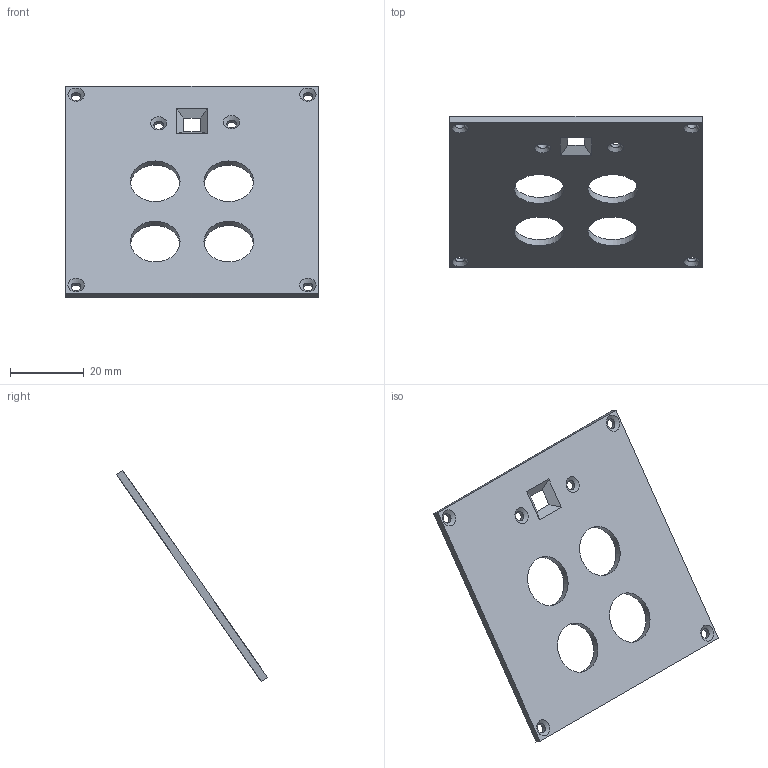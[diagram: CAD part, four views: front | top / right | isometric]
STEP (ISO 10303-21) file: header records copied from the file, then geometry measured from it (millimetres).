
FILE_DESCRIPTION(/* description */ ('','CAx-IF Rec.Pracs.---Representation and Presentation of Product Manufacturing Information (PMI)---4.0---2014-10-13'),/* implementation_level */ '2;1');
FILE_NAME(/* name */ 'Right_Screen_WLED_and_Quad_Buttons.step',/* time_stamp */ '2025-01-09T20:42:26-05:00',/* author */ (''),/* organization */ (''),/* preprocessor_version */ 'ST-DEVELOPER v20',/* originating_system */ 'Autodesk Translation Framework v13.20.0.188',/* authorisation */ '');
FILE_SCHEMA (('AP242_MANAGED_MODEL_BASED_3D_ENGINEERING_MIM_LF { 1 0 10303 442 1 1 4 }'));
Length unit declared in the file: millimetre
Products named in the file (1): WLED Single & Quad Buttons
Bounding box: 68.5 x 41 x 57.36 mm (x, y, z)
Volume: 8081.2 mm3; surface area: 9140.1 mm2
Topology: 1 solids, 1 shells, 26 faces, 66 edges, 42 vertices
Faces by surface type: cylinder 10, plane 10, cone 6
Full cylindrical faces by diameter (mm): 2.6 x6, 13.5 x4
Entity records: 865 total; most frequent: DIRECTION 146, CARTESIAN_POINT 135, ORIENTED_EDGE 132, EDGE_CURVE 66, AXIS2_PLACEMENT_3D 53, EDGE_LOOP 48, VERTEX_POINT 42, LINE 40
